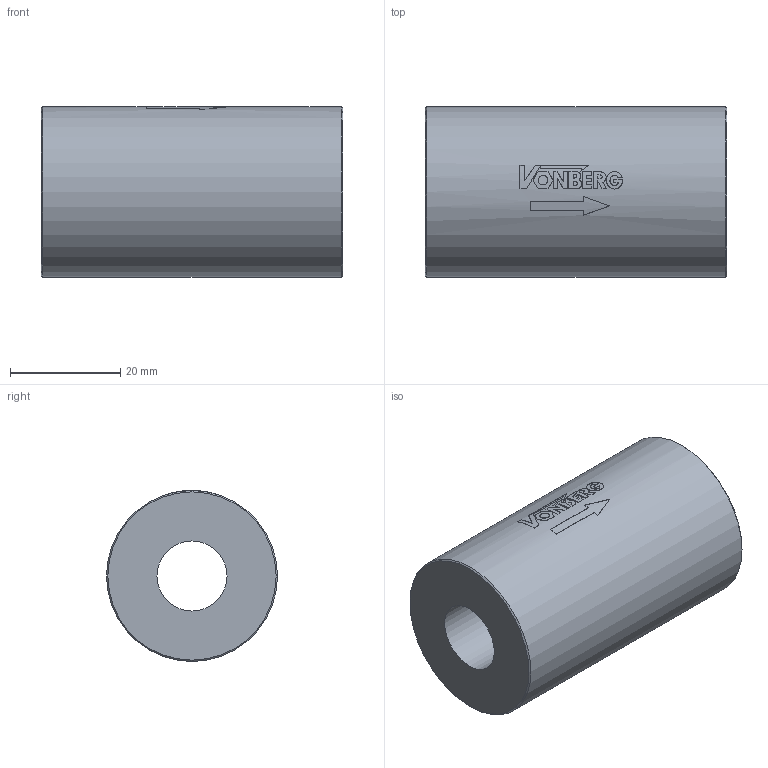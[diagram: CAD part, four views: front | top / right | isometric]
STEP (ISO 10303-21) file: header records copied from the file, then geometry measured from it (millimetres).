
FILE_DESCRIPTION((''),'2;1');
FILE_NAME('21800-016.stp','2015-02-06T16:02:27',('jml'),(''),'Autodesk Inventor 2010','Autodesk Inventor 2010','');
FILE_SCHEMA(('AUTOMOTIVE_DESIGN { 1 0 10303 214 1 1 1 1 }'));
Length unit declared in the file: inch
Products named in the file (1): 220415
Bounding box: 54.61 x 30.99 x 30.99 mm (x, y, z)
Volume: 34260 mm3; surface area: 8728.8 mm2
Topology: 1 solids, 1 shells, 104 faces, 266 edges, 177 vertices
Faces by surface type: plane 57, bspline 31, cylinder 14, cone 2
Full cylindrical faces by diameter (mm): 30.988 x1
Entity records: 8550 total; most frequent: CARTESIAN_POINT 6181, ORIENTED_EDGE 522, DIRECTION 334, EDGE_CURVE 261, VERTEX_POINT 176, VECTOR 124, LINE 124, EDGE_LOOP 123
